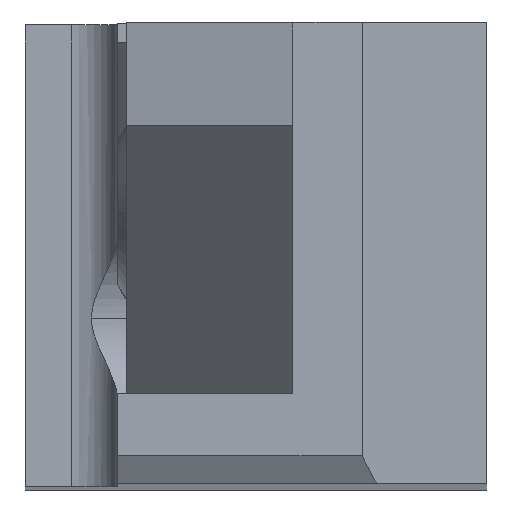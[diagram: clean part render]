
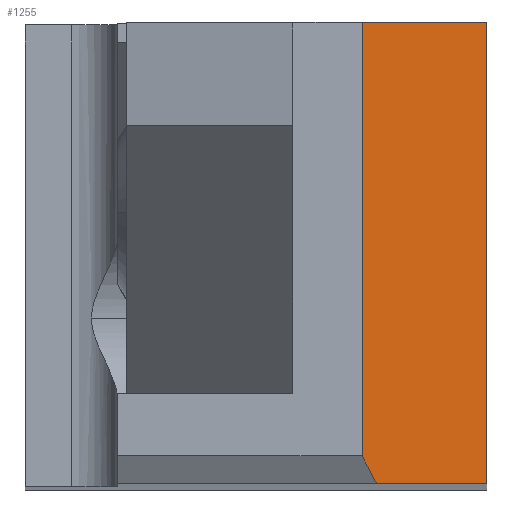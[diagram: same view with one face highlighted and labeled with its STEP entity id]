
A CAD part, top view. The second image highlights one B-rep face of the part: STEP entity #1255.
In plain terms, the highlighted planar face has unit normal (0.743, 0, 0.669).
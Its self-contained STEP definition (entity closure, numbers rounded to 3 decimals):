
#54 = DIRECTION ( 'NONE',  ( -0.411, 0.79, 0.456 ) ) ;
#183 = CARTESIAN_POINT ( 'NONE',  ( 17.3, 111.55, 0. ) ) ;
#274 = DIRECTION ( 'NONE',  ( 0.669, 0., -0.743 ) ) ;
#309 = AXIS2_PLACEMENT_3D ( 'NONE', #545, #673, #899 ) ;
#434 = VECTOR ( 'NONE', #274, 1000. ) ;
#545 = CARTESIAN_POINT ( 'NONE',  ( 17.3, 111.55, 0. ) ) ;
#581 = CARTESIAN_POINT ( 'NONE',  ( 20., 0., -2.999 ) ) ;
#673 = DIRECTION ( 'NONE',  ( 0.743, 0., 0.669 ) ) ;
#675 = VERTEX_POINT ( 'NONE', #1131 ) ;
#678 = VERTEX_POINT ( 'NONE', #684 ) ;
#684 = CARTESIAN_POINT ( 'NONE',  ( 17.612, 0., -0.346 ) ) ;
#742 = EDGE_CURVE ( 'NONE', #678, #1077, #881, .T. ) ;
#792 = EDGE_CURVE ( 'NONE', #845, #1077, #1565, .T. ) ;
#794 = EDGE_CURVE ( 'NONE', #678, #1620, #859, .T. ) ;
#821 = EDGE_CURVE ( 'NONE', #675, #845, #1582, .T. ) ;
#832 = FACE_OUTER_BOUND ( 'NONE', #1285, .T. ) ;
#837 = VECTOR ( 'NONE', #54, 1000. ) ;
#845 = VERTEX_POINT ( 'NONE', #1079 ) ;
#859 = LINE ( 'NONE', #1301, #434 ) ;
#881 = LINE ( 'NONE', #1253, #837 ) ;
#899 = DIRECTION ( 'NONE',  ( -0.669, 0., 0.743 ) ) ;
#922 = VECTOR ( 'NONE', #1206, 1000. ) ;
#1007 = ORIENTED_EDGE ( 'NONE', *, *, #794, .T. ) ;
#1077 = VERTEX_POINT ( 'NONE', #1507 ) ;
#1079 = CARTESIAN_POINT ( 'NONE',  ( 17.3, 10., 0. ) ) ;
#1131 = CARTESIAN_POINT ( 'NONE',  ( 20., 10., -2.999 ) ) ;
#1140 = ORIENTED_EDGE ( 'NONE', *, *, #821, .T. ) ;
#1145 = EDGE_CURVE ( 'NONE', #1620, #675, #1152, .T. ) ;
#1152 = LINE ( 'NONE', #581, #1735 ) ;
#1206 = DIRECTION ( 'NONE',  ( -0.669, 0., 0.743 ) ) ;
#1253 = CARTESIAN_POINT ( 'NONE',  ( -2.266, 38.238, 21.73 ) ) ;
#1255 = ADVANCED_FACE ( 'NONE', ( #832 ), #1613, .T. ) ;
#1285 = EDGE_LOOP ( 'NONE', ( #1140, #1653, #1767, #1007, #1381 ) ) ;
#1301 = CARTESIAN_POINT ( 'NONE',  ( 58.29, 0., -45.524 ) ) ;
#1368 = CARTESIAN_POINT ( 'NONE',  ( 20., 0., -2.999 ) ) ;
#1381 = ORIENTED_EDGE ( 'NONE', *, *, #1145, .T. ) ;
#1417 = DIRECTION ( 'NONE',  ( 0., 1., 0. ) ) ;
#1507 = CARTESIAN_POINT ( 'NONE',  ( 17.3, 0.6, 0. ) ) ;
#1528 = VECTOR ( 'NONE', #1770, 1000. ) ;
#1534 = CARTESIAN_POINT ( 'NONE',  ( 58.29, 10., -45.524 ) ) ;
#1565 = LINE ( 'NONE', #183, #1528 ) ;
#1582 = LINE ( 'NONE', #1534, #922 ) ;
#1613 = PLANE ( 'NONE',  #309 ) ;
#1620 = VERTEX_POINT ( 'NONE', #1368 ) ;
#1653 = ORIENTED_EDGE ( 'NONE', *, *, #792, .T. ) ;
#1735 = VECTOR ( 'NONE', #1417, 1000. ) ;
#1767 = ORIENTED_EDGE ( 'NONE', *, *, #742, .F. ) ;
#1770 = DIRECTION ( 'NONE',  ( 0., -1., 0. ) ) ;
